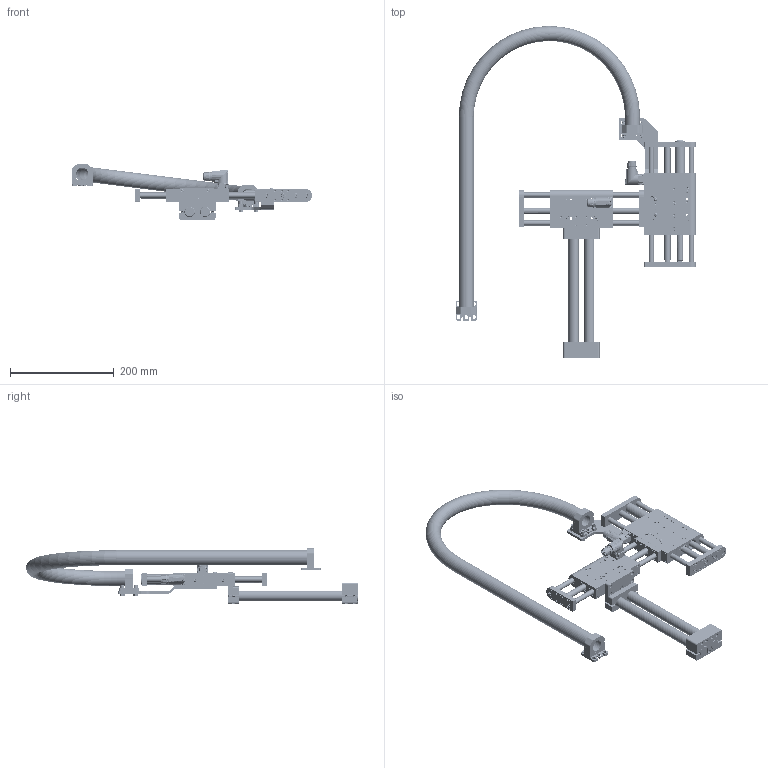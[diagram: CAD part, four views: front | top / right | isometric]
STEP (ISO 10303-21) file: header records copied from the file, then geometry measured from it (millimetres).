
FILE_DESCRIPTION (( 'STEP AP214' ), '1' );
FILE_NAME ('0386-0087_251120_PP03_100-23x80F_100-23x80F-MS12_MT01_TC01.STEP', '2025-11-20T09:27:03', ( '' ), ( '' ), 'SwSTEP 2.0', 'SolidWorks 2025', '' );
FILE_SCHEMA (( 'AUTOMOTIVE_DESIGN' ));
Length unit declared in the file: millimetre
Products named in the file (54): 0230-0200_M5-6K-Mutter-Typ1; 0180-2972_DM03k-23-H; Kabelschlauch_NW23^0150-6704_PP03_TC01; 0230-0680_Zyl.-Schr_I-6kt_n-K_M5x14_8.8_v-b; DSB03k-23x120; 0230-0332_Lins.-Schr_I-6rd_M2.5x6_INOX-Tuf; 0230-0640_Gew.-Stift_I-6kt_R-sch_M4x5_v-b; MC01-Rw!m_fuss_Fuss; 0150-6387_Z01-SA-20x2_Ohne Schrauben; 0180-3454_Z01k-SA-20x2; PL01-12-HP_PL01-12x230!190-HP; 0180-1484_DM01k-23; 0230-1088_Gew.-Stift_I-6kt_K-k_M2,5x3_INOX; 0230-0441_Zyl.-Stift_4x12_STAHL-GH; 0180-3455_Z01-SL-20x2; 0186-2267_PL01-12x230!190-XP; 0230-0691_Linearkugellager_LBBR_12-LS-LGFP; Läufer_beweglich_DM03-23x80F-XP-R-100_x80 Hub=100; 0230-0035_zyl.-schr._i-6kt_M5x14_8.8_v-b; 0230-0300_Zyl.-Schr_I-6kt_M4x14_8.8_v-b; 0230-0097_zyl.-schr._i-6kt_M5x25_8.8_v-b; 0180-3453_Z01k-SB-20x2; DM01h-23Sx80-HP-R; 0230-1297_Lins-Schr_I-6k_M4x30_INOX; 0186-0060_ML01-12x210!160_ML01-12x210!160; 0230-1198_Gew.-Stift_I-6kt_K-k_M6x6_v-b; 0150-6829_PP03_MT01_Max; 0180-1530_DL01-10x...-2M5_DL01-10x226; 0150-3128_MC01-Rw!m_GANZ; 0230-0886_M5_5,3x10x1 ; 0230-1275_V-Sich.Bohr_d1=17 (d4=8.8_s=1); 0150-6388_Z01-SB-20x2; 0180-2699_DM01k-23-AGS; 0150-4086_PAW01-12-LF_PAW01-12; 0180-1841_DM01k-23-H; 0150-6704_PP03_TC01; 0230-0045_zyl.-schr._i-6kt_M5x16_8.8_v-b; 0180-2905_DM03k-23-MSV; 0250-1034_MA01-PR02-2.9_MA01-PR02-DH-2,9; DSB01k-23x120 ...
Assembly tree (137 placements, depth 5):
  0386-0087_251120_PP03_100-23x80F_100-23x80F-MS12_MT01_TC01
    0186-1056_DM01-23x80F-HP-R-100_Mitte
      DM01h-23Sx80-HP-R
        DSB01k-23x120
        0150-3128_MC01-Rw!m_GANZ
          112739-7
          MC01-Rw!m_fuss_Fuss
        0230-0332_Lins.-Schr_I-6rd_M2.5x6_INOX-Tuf  x4
        0230-0691_Linearkugellager_LBBR_12-LS-LGFP  x4
        0180-2699_DM01k-23-AGS  x2
        0150-4086_PAW01-12-LF_PAW01-12  x2
        0230-1137_Gew.-Stift_I-6kt_R-sch_M4x4_INOX_A4  x3
        0230-1088_Gew.-Stift_I-6kt_K-k_M2,5x3_INOX
        0230-1198_Gew.-Stift_I-6kt_K-k_M6x6_v-b  x8
        0230-1275_V-Sich.Bohr_d1=17 (d4=8.8_s=1)  x4
      Läufer_beweglich^0186-1056_DM01-23x80F-HP-R-100
        0180-1530_DL01-10x...-2M5_DL01-10x226  x2
        0180-1484_DM01k-23
        PL01-12-HP_PL01-12x230!190-HP
        0180-1841_DM01k-23-H
        0230-0035_zyl.-schr._i-6kt_M5x14_8.8_v-b  x4
        0230-0680_Zyl.-Schr_I-6kt_n-K_M5x14_8.8_v-b
    0186-2107_DM03-23x80F-XP-R-100_CS10_MSxx_Inst-Guide
      DM03h-23x80F-XP-R-100_CS10
        DSB03k-23x120
        0230-0691_Linearkugellager_LBBR_12-LS-LGFP  x4
        0180-2699_DM01k-23-AGS
        0150-3128_MC01-Rw!m_GANZ
          112739-7
          MC01-Rw!m_fuss_Fuss
        0230-0332_Lins.-Schr_I-6rd_M2.5x6_INOX-Tuf  x2
        0160-0624_Lins.-Schr_I-6rd_M2.5x12_INOX  x2
        0180-4126_DM03K-23-KAS
        0230-0640_Gew.-Stift_I-6kt_R-sch_M4x5_v-b  x8
        0150-4086_PAW01-12-LF_PAW01-12  x2
        0186-0063_MS01-20x140_Vereinfacht
        0230-1088_Gew.-Stift_I-6kt_K-k_M2,5x3_INOX
        0230-1198_Gew.-Stift_I-6kt_K-k_M6x6_v-b  x4
      Läufer_beweglich_DM03-23x80F-XP-R-100_x80 Hub=100
        0180-2905_DM03k-23-MSV
        0180-1530_DL01-10x...-2M5_DL01-10x226  x2
        0186-2267_PL01-12x230!190-XP
        0250-1034_MA01-PR02-2.9_MA01-PR02-DH-2,9
        0186-0060_ML01-12x210!160_ML01-12x210!160
        0180-2972_DM03k-23-H
        0230-0680_Zyl.-Schr_I-6kt_n-K_M5x14_8.8_v-b  x2
        0230-0035_zyl.-schr._i-6kt_M5x14_8.8_v-b  x4
    0150-6829_PP03_MT01_Max
      0150-6388_Z01-SB-20x2
        0180-3453_Z01k-SB-20x2
        0230-0097_zyl.-schr._i-6kt_M5x25_8.8_v-b  x4
      0180-3455_Z01-SL-20x2  x2
      0150-6387_Z01-SA-20x2_Ohne Schrauben
        0180-3454_Z01k-SA-20x2
        0230-0036_zyl.-schr._i-6kt_M5x20_8.8_v-b  x2
      0230-0300_Zyl.-Schr_I-6kt_M4x14_8.8_v-b  x4
      0230-0441_Zyl.-Stift_4x12_STAHL-GH  x2
    0150-6704_PP03_TC01
      0180-3780_Z01k-KSB-PP-DM03-23
      0230-1176_FIPLOCK COPA-H-23B  x2
Bounding box: 462.75 x 639.6 x 106.4 mm (x, y, z)
Volume: 1210678.6 mm3; surface area: 546149.6 mm2
Topology: 144 solids, 144 shells, 9180 faces, 21941 edges, 13283 vertices
Faces by surface type: plane 3013, cylinder 2376, cone 2121, bspline 1447, torus 219, sphere 4
Full cylindrical faces by diameter (mm): 0.6 x10, 1 x8, 1.05 x8, 1.1 x10, 2.05 x10, 2.1 x8, 2.4 x2, 2.5 x12, 2.501 x72, 2.7 x8, 3.1 x50, 3.2 x6, 3.3 x61, 4 x246, 4.2 x44, 4.3 x6, 4.5 x18, 4.6 x2, 4.8 x2, 5 x413, 5.3 x10, 5.5 x6, 6 x63, 6.4 x2, 6.6 x3, 6.8 x1, 7 x8, 7.3 x12, 8 x8, 8.5 x20
Entity records: 166285 total; most frequent: CARTESIAN_POINT 68322, ORIENTED_EDGE 17850, DIRECTION 16051, EDGE_CURVE 8925, AXIS2_PLACEMENT_3D 6206, VERTEX_POINT 6151, EDGE_LOOP 5606, FACE_OUTER_BOUND 4653
